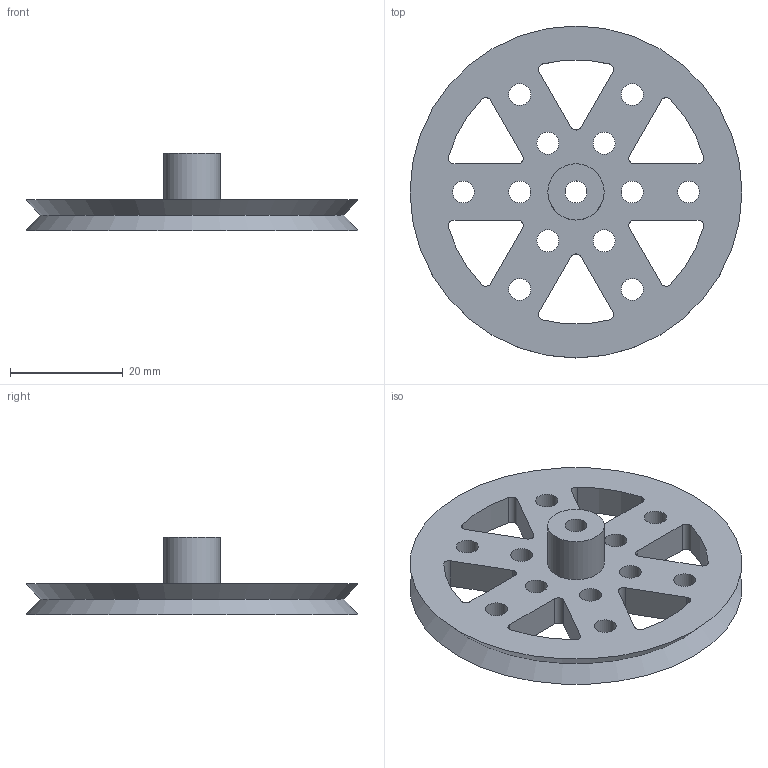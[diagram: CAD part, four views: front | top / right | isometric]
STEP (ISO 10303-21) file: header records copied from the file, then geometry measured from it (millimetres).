
FILE_DESCRIPTION(('Open CASCADE Model'),'2;1');
FILE_NAME('Open CASCADE Shape Model','2025-03-01T10:55:38',('Author'),( 'Open CASCADE'),'Open CASCADE STEP processor 7.8','Open CASCADE 7.8' ,'Unknown');
FILE_SCHEMA(('AUTOMOTIVE_DESIGN { 1 0 10303 214 1 1 1 1 }'));
Length unit declared in the file: millimetre
Products named in the file (1): Open CASCADE STEP translator 7.8 32
Bounding box: 59 x 59 x 13.75 mm (x, y, z)
Volume: 10266.3 mm3; surface area: 7868.7 mm2
Topology: 1 solids, 1 shells, 55 faces, 155 edges, 103 vertices
Faces by surface type: cylinder 38, plane 15, cone 2
Full cylindrical faces by diameter (mm): 3.9 x13, 10 x1
Entity records: 3969 total; most frequent: CARTESIAN_POINT 738, DIRECTION 632, ORIENTED_EDGE 310, PCURVE 310, DEFINITIONAL_REPRESENTATION 310, LINE 302, VECTOR 302, EDGE_CURVE 155
